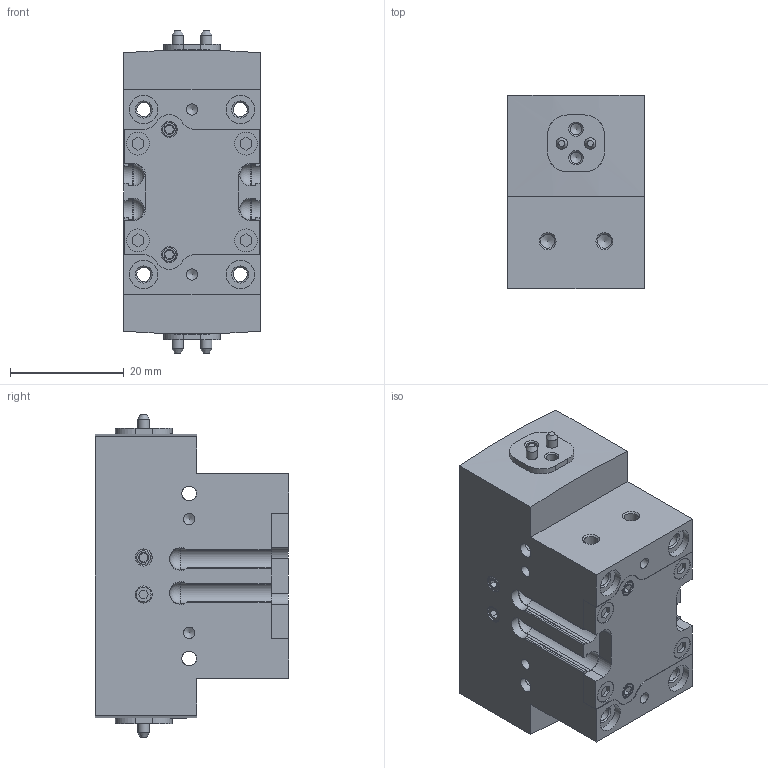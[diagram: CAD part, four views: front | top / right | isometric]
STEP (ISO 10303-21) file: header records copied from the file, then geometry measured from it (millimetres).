
FILE_DESCRIPTION(/* description */ ('STEP AP214'),/* implementation_level */ '2;1');
FILE_NAME(/* name */ '1132936_HGPD-16-A',/* time_stamp */ '2024-08-29T05:49:39+02:00',/* author */ ('License CC BY-ND 4.0'),/* organization */ ('CADENAS'),/* preprocessor_version */ 'ST-DEVELOPER v19.3',/* originating_system */ 'PARTsolutions',/* authorisation */ ' ');
FILE_SCHEMA (('AUTOMOTIVE_DESIGN {1 0 10303 214 3 1 1}'));
Length unit declared in the file: millimetre
Products named in the file (6): 1132936 HGPD-16-A---(0); 1132936 HGPD-16-A (g)---(0); 1132936 HGPD-16-A (b); 525273 ZBS-2; 1131106 (f); DIN-913 - M3x3
Assembly tree (11 placements, depth 2):
  1132936 HGPD-16-A---(0)
    1132936 HGPD-16-A (g)---(0)
    1132936 HGPD-16-A (b)  x2
    525273 ZBS-2  x4
    1131106 (f)
    DIN-913 - M3x3  x3
Bounding box: 24 x 34 x 56.8 mm (x, y, z)
Volume: 31852.6 mm3; surface area: 14025 mm2
Topology: 11 solids, 11 shells, 394 faces, 912 edges, 567 vertices
Faces by surface type: plane 197, cylinder 123, cone 70, sphere 4
Full cylindrical faces by diameter (mm): 1 x1, 2 x12, 2.013 x4, 2.459 x12, 2.6 x8, 3 x6, 4 x4, 4.134 x2, 4.6 x10, 5 x4
Entity records: 10686 total; most frequent: CARTESIAN_POINT 1641, DIRECTION 1484, ORIENTED_EDGE 1302, EDGE_CURVE 651, AXIS2_PLACEMENT_3D 546, VERTEX_POINT 475, FACE_BOUND 472, EDGE_LOOP 460
